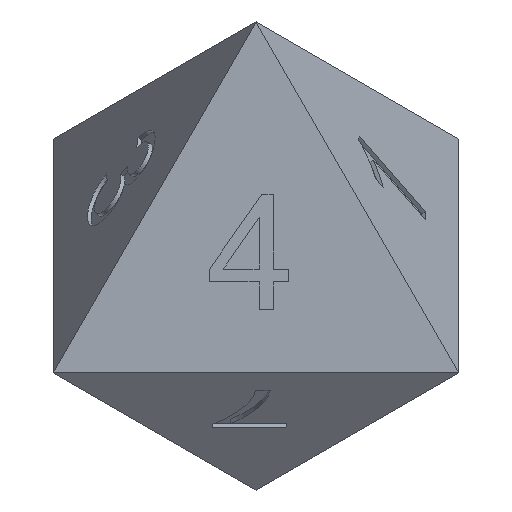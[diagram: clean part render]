
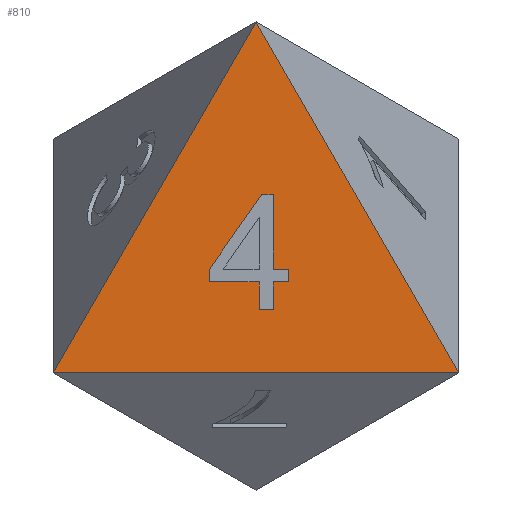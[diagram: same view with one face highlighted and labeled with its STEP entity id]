
A CAD part, isometric view. The second image highlights one B-rep face of the part: STEP entity #810.
In plain terms, the highlighted planar face has unit normal (-0.577, -0.577, 0.577).
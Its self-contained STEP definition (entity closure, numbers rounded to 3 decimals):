
#32=CARTESIAN_POINT('',(-12.5,-0.,0.5));
#33=VERTEX_POINT('',#32);
#34=CARTESIAN_POINT('',(0.,-12.5,0.5));
#35=VERTEX_POINT('',#34);
#36=CARTESIAN_POINT('',(-12.5,0.,0.5));
#37=DIRECTION('',(0.707,-0.707,0.));
#38=VECTOR('',#37,17.678);
#39=LINE('',#36,#38);
#40=EDGE_CURVE('',#33,#35,#39,.T.);
#487=CARTESIAN_POINT('',(0.,-0.,13.));
#488=VERTEX_POINT('',#487);
#629=CARTESIAN_POINT('',(0.,0.,13.));
#630=DIRECTION('',(0.,-0.707,-0.707));
#631=VECTOR('',#630,17.678);
#632=LINE('',#629,#631);
#633=EDGE_CURVE('',#488,#35,#632,.T.);
#705=CARTESIAN_POINT('',(3.125,-6.25,9.875));
#706=DIRECTION('',(0.577,0.577,-0.577));
#707=DIRECTION('',(-0.408,0.816,0.408));
#708=AXIS2_PLACEMENT_3D('',#705,#706,#707);
#709=PLANE('',#708);
#710=ORIENTED_EDGE('',*,*,#40,.T.);
#711=ORIENTED_EDGE('',*,*,#633,.F.);
#712=CARTESIAN_POINT('',(-12.5,0.,0.5));
#713=DIRECTION('',(0.707,0.,0.707));
#714=VECTOR('',#713,17.678);
#715=LINE('',#712,#714);
#716=EDGE_CURVE('',#33,#488,#715,.T.);
#717=ORIENTED_EDGE('',*,*,#716,.F.);
#718=EDGE_LOOP('',(#710,#711,#717));
#719=FACE_BOUND('',#718,.T.);
#720=CARTESIAN_POINT('',(-3.391,-5.407,4.202));
#721=VERTEX_POINT('',#720);
#722=CARTESIAN_POINT('',(-3.621,-5.637,3.743));
#723=VERTEX_POINT('',#722);
#724=CARTESIAN_POINT('',(-3.391,-5.407,4.202));
#725=DIRECTION('',(-0.408,-0.408,-0.816));
#726=VECTOR('',#725,0.562);
#727=LINE('',#724,#726);
#728=EDGE_CURVE('',#721,#723,#727,.T.);
#729=ORIENTED_EDGE('',*,*,#728,.T.);
#730=CARTESIAN_POINT('',(-4.098,-5.159,3.743));
#731=VERTEX_POINT('',#730);
#732=CARTESIAN_POINT('',(-3.621,-5.637,3.743));
#733=DIRECTION('',(-0.707,0.707,0.));
#734=VECTOR('',#733,0.675);
#735=LINE('',#732,#734);
#736=EDGE_CURVE('',#723,#731,#735,.T.);
#737=ORIENTED_EDGE('',*,*,#736,.T.);
#738=CARTESIAN_POINT('',(-4.586,-5.648,2.766));
#739=VERTEX_POINT('',#738);
#740=CARTESIAN_POINT('',(-4.098,-5.159,3.743));
#741=DIRECTION('',(-0.408,-0.408,-0.816));
#742=VECTOR('',#741,1.196);
#743=LINE('',#740,#742);
#744=EDGE_CURVE('',#731,#739,#743,.T.);
#745=ORIENTED_EDGE('',*,*,#744,.T.);
#746=CARTESIAN_POINT('',(-5.02,-5.214,2.766));
#747=VERTEX_POINT('',#746);
#748=CARTESIAN_POINT('',(-4.586,-5.648,2.766));
#749=DIRECTION('',(-0.707,0.707,-0.));
#750=VECTOR('',#749,0.613);
#751=LINE('',#748,#750);
#752=EDGE_CURVE('',#739,#747,#751,.T.);
#753=ORIENTED_EDGE('',*,*,#752,.T.);
#754=CARTESIAN_POINT('',(-4.532,-4.726,3.743));
#755=VERTEX_POINT('',#754);
#756=CARTESIAN_POINT('',(-5.02,-5.214,2.766));
#757=DIRECTION('',(0.408,0.408,0.816));
#758=VECTOR('',#757,1.196);
#759=LINE('',#756,#758);
#760=EDGE_CURVE('',#747,#755,#759,.T.);
#761=ORIENTED_EDGE('',*,*,#760,.T.);
#762=CARTESIAN_POINT('',(-6.065,-3.193,3.743));
#763=VERTEX_POINT('',#762);
#764=CARTESIAN_POINT('',(-4.532,-4.726,3.743));
#765=DIRECTION('',(-0.707,0.707,-0.));
#766=VECTOR('',#765,2.168);
#767=LINE('',#764,#766);
#768=EDGE_CURVE('',#755,#763,#767,.T.);
#769=ORIENTED_EDGE('',*,*,#768,.T.);
#770=CARTESIAN_POINT('',(-5.835,-2.963,4.202));
#771=VERTEX_POINT('',#770);
#772=CARTESIAN_POINT('',(-6.065,-3.193,3.743));
#773=DIRECTION('',(0.408,0.408,0.816));
#774=VECTOR('',#773,0.562);
#775=LINE('',#772,#774);
#776=EDGE_CURVE('',#763,#771,#775,.T.);
#777=ORIENTED_EDGE('',*,*,#776,.T.);
#778=CARTESIAN_POINT('',(-2.901,-3.254,6.845));
#779=VERTEX_POINT('',#778);
#780=CARTESIAN_POINT('',(-5.835,-2.963,4.202));
#781=DIRECTION('',(0.741,-0.073,0.668));
#782=VECTOR('',#781,3.96);
#783=LINE('',#780,#782);
#784=EDGE_CURVE('',#771,#779,#783,.T.);
#785=ORIENTED_EDGE('',*,*,#784,.T.);
#786=CARTESIAN_POINT('',(-2.547,-3.608,6.845));
#787=VERTEX_POINT('',#786);
#788=CARTESIAN_POINT('',(-2.901,-3.254,6.845));
#789=DIRECTION('',(0.707,-0.707,-0.));
#790=VECTOR('',#789,0.501);
#791=LINE('',#788,#790);
#792=EDGE_CURVE('',#779,#787,#791,.T.);
#793=ORIENTED_EDGE('',*,*,#792,.T.);
#794=CARTESIAN_POINT('',(-3.868,-4.93,4.202));
#795=VERTEX_POINT('',#794);
#796=CARTESIAN_POINT('',(-2.547,-3.608,6.845));
#797=DIRECTION('',(-0.408,-0.408,-0.816));
#798=VECTOR('',#797,3.238);
#799=LINE('',#796,#798);
#800=EDGE_CURVE('',#787,#795,#799,.T.);
#801=ORIENTED_EDGE('',*,*,#800,.T.);
#802=CARTESIAN_POINT('',(-3.868,-4.93,4.202));
#803=DIRECTION('',(0.707,-0.707,-0.));
#804=VECTOR('',#803,0.675);
#805=LINE('',#802,#804);
#806=EDGE_CURVE('',#795,#721,#805,.T.);
#807=ORIENTED_EDGE('',*,*,#806,.T.);
#808=EDGE_LOOP('',(#729,#737,#745,#753,#761,#769,#777,#785,#793,#801,#807));
#809=FACE_BOUND('',#808,.T.);
#810=ADVANCED_FACE('',(#719,#809),#709,.F.);
